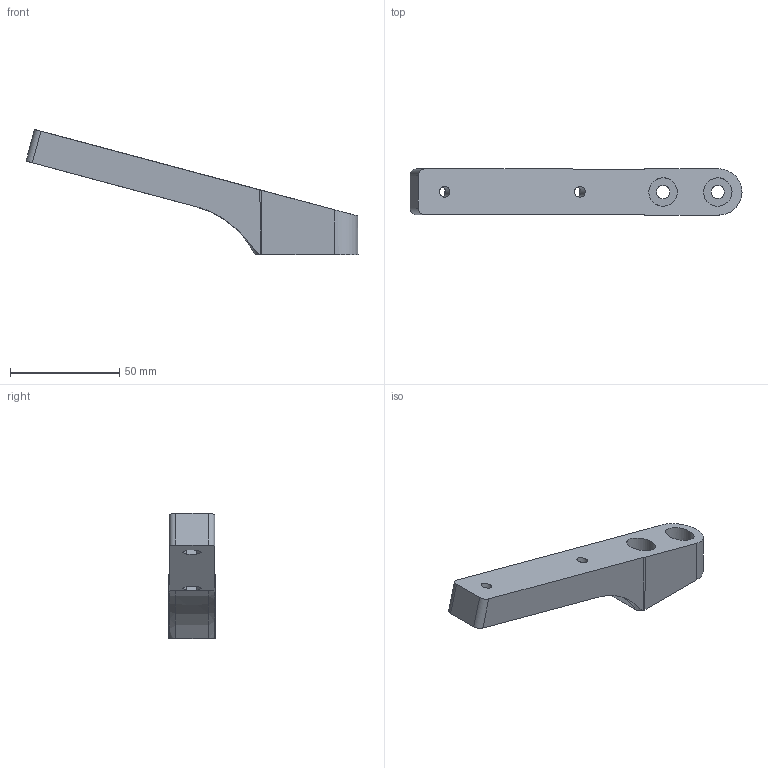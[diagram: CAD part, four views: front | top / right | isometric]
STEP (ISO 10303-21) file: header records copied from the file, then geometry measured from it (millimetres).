
FILE_DESCRIPTION(/* description */ (''),/* implementation_level */ '2;1');
FILE_NAME(/* name */ 'Bottle Mount v1.step',/* time_stamp */ '2025-05-20T10:41:12-04:00',/* author */ (''),/* organization */ (''),/* preprocessor_version */ 'ST-DEVELOPER v20.1',/* originating_system */ 'Autodesk Translation Framework v14.4.0.0',/* authorisation */ '');
FILE_SCHEMA (('AUTOMOTIVE_DESIGN { 1 0 10303 214 3 1 1 }'));
Length unit declared in the file: millimetre
Products named in the file (2): Open Aero; Bottle
Assembly tree (1 placements, depth 2):
  Open Aero
    Bottle
Bounding box: 151.71 x 21.09 x 57.2 mm (x, y, z)
Volume: 53520 mm3; surface area: 14506.1 mm2
Topology: 1 solids, 1 shells, 39 faces, 99 edges, 66 vertices
Faces by surface type: plane 24, cylinder 12, bspline 3
Full cylindrical faces by diameter (mm): 5 x2, 6 x2, 13 x2
Entity records: 1369 total; most frequent: CARTESIAN_POINT 357, ORIENTED_EDGE 198, DIRECTION 196, EDGE_CURVE 99, AXIS2_PLACEMENT_3D 67, VERTEX_POINT 66, LINE 62, VECTOR 62
